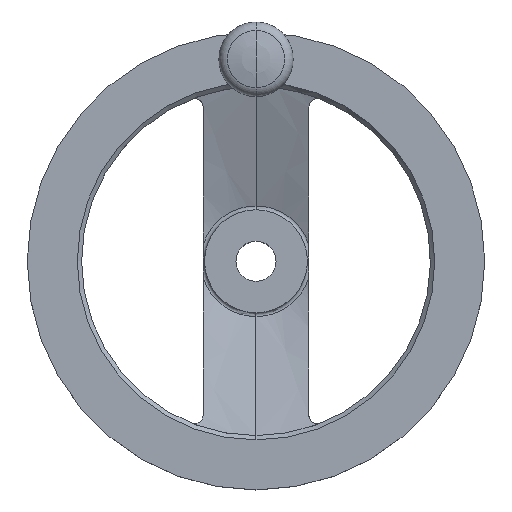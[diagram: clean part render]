
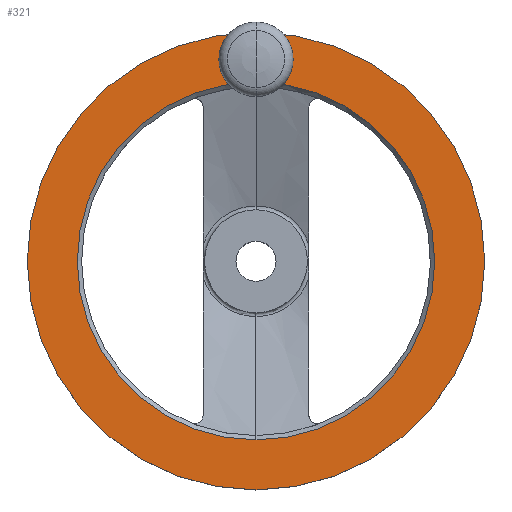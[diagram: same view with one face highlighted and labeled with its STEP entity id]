
A CAD part, top view. The second image highlights one B-rep face of the part: STEP entity #321.
In plain terms, the highlighted planar face has unit normal (0, 0, 1).
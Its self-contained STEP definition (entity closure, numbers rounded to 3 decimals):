
#271=VERTEX_POINT('',#774);
#281=VERTEX_POINT('',#784);
#301=EDGE_CURVE('',#653,#571,#806,.T.);
#303=EDGE_CURVE('',#281,#615,#808,.T.);
#311=EDGE_CURVE('',#571,#653,#817,.T.);
#321=ADVANCED_FACE('',(#828,#829,#830),#831,.T.);
#489=EDGE_CURVE('',#271,#635,#1018,.T.);
#571=VERTEX_POINT('',#1110);
#615=VERTEX_POINT('',#1158);
#633=EDGE_CURVE('',#615,#281,#1176,.T.);
#635=VERTEX_POINT('',#1178);
#653=VERTEX_POINT('',#1197);
#675=EDGE_CURVE('',#635,#271,#1220,.T.);
#774=CARTESIAN_POINT('',(0.,64.,39.));
#784=CARTESIAN_POINT('',(0.,62.5,39.0));
#806=CIRCLE('',#1389,80.0);
#808=CIRCLE('',#1392,62.5);
#817=CIRCLE('',#1403,80.0);
#828=FACE_BOUND('',#1443,.T.);
#829=FACE_BOUND('',#1444,.T.);
#830=FACE_OUTER_BOUND('',#1445,.T.);
#831=PLANE('',#1446);
#1018=CIRCLE('',#1777,6.5);
#1110=CARTESIAN_POINT('',(0.,-80.0,39.0));
#1158=CARTESIAN_POINT('',(0.,-62.5,39.0));
#1176=CIRCLE('',#2071,62.5);
#1178=CARTESIAN_POINT('',(0.,77.,39.0));
#1197=CARTESIAN_POINT('',(0.,80.0,39.0));
#1220=CIRCLE('',#2148,6.5);
#1389=AXIS2_PLACEMENT_3D('',#2337,#2338,#2339);
#1392=AXIS2_PLACEMENT_3D('',#2340,#2341,#2342);
#1403=AXIS2_PLACEMENT_3D('',#2354,#2355,#2356);
#1443=EDGE_LOOP('',(#2372,#2373));
#1444=EDGE_LOOP('',(#2374,#2375));
#1445=EDGE_LOOP('',(#2376,#2377));
#1446=AXIS2_PLACEMENT_3D('',#2378,#2379,#2380);
#1777=AXIS2_PLACEMENT_3D('',#2619,#2620,#2621);
#2071=AXIS2_PLACEMENT_3D('',#2802,#2803,#2804);
#2148=AXIS2_PLACEMENT_3D('',#2838,#2839,#2840);
#2337=CARTESIAN_POINT('',(0.,0.,39.0));
#2338=DIRECTION('',(0.,0.,1.0));
#2339=DIRECTION('',(0.,1.0,0.));
#2340=CARTESIAN_POINT('',(0.,0.,39.0));
#2341=DIRECTION('',(0.,0.,1.0));
#2342=DIRECTION('',(0.,1.0,0.));
#2354=CARTESIAN_POINT('',(0.,0.,39.0));
#2355=DIRECTION('',(0.,0.,1.0));
#2356=DIRECTION('',(0.,1.0,0.));
#2372=ORIENTED_EDGE('',*,*,#489,.T.);
#2373=ORIENTED_EDGE('',*,*,#675,.T.);
#2374=ORIENTED_EDGE('',*,*,#303,.F.);
#2375=ORIENTED_EDGE('',*,*,#633,.F.);
#2376=ORIENTED_EDGE('',*,*,#301,.T.);
#2377=ORIENTED_EDGE('',*,*,#311,.T.);
#2378=CARTESIAN_POINT('',(0.,71.25,39.0));
#2379=DIRECTION('',(0.,0.,1.0));
#2380=DIRECTION('',(0.,1.0,0.0));
#2619=CARTESIAN_POINT('',(0.,70.5,39.0));
#2620=DIRECTION('',(0.,0.,-1.0));
#2621=DIRECTION('',(0.,-1.0,0.));
#2802=CARTESIAN_POINT('',(0.,0.,39.0));
#2803=DIRECTION('',(0.,0.,1.0));
#2804=DIRECTION('',(0.,1.0,0.));
#2838=CARTESIAN_POINT('',(0.,70.5,39.0));
#2839=DIRECTION('',(0.,0.,-1.0));
#2840=DIRECTION('',(0.,-1.0,0.));
